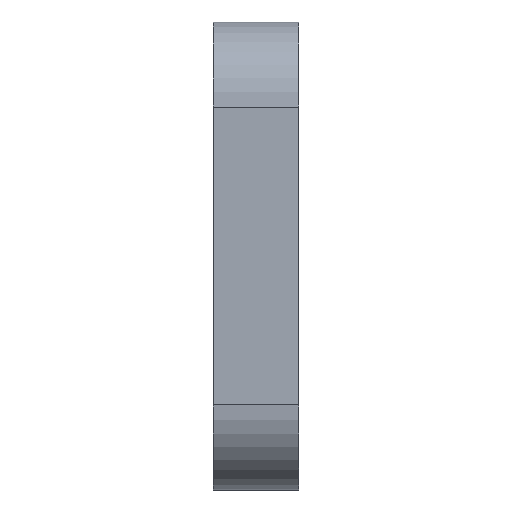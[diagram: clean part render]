
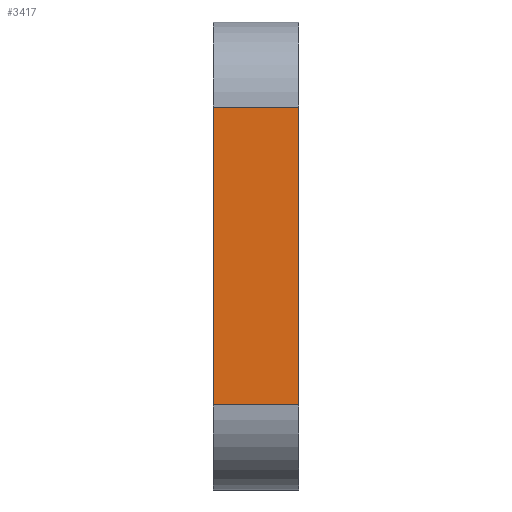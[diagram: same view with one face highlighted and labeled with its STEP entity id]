
A CAD part, left-side view. The second image highlights one B-rep face of the part: STEP entity #3417.
In plain terms, the highlighted planar face has unit normal (-1, 0, 0).
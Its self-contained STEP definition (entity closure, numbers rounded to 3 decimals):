
#55 = CYLINDRICAL_SURFACE('',#56,10.);
#56 = AXIS2_PLACEMENT_3D('',#57,#58,#59);
#57 = CARTESIAN_POINT('',(-8.,80.,0.));
#58 = DIRECTION('',(0.,0.,-1.));
#59 = DIRECTION('',(1.,0.,0.));
#83 = PLANE('',#84);
#84 = AXIS2_PLACEMENT_3D('',#85,#86,#87);
#85 = CARTESIAN_POINT('',(-8.,90.,10.));
#86 = DIRECTION('',(0.,0.,1.));
#87 = DIRECTION('',(0.,-1.,0.));
#137 = PLANE('',#138);
#138 = AXIS2_PLACEMENT_3D('',#139,#140,#141);
#139 = CARTESIAN_POINT('',(-8.,90.,0.));
#140 = DIRECTION('',(0.,0.,1.));
#141 = DIRECTION('',(0.,-1.,0.));
#384 = VERTEX_POINT('',#385);
#385 = CARTESIAN_POINT('',(-18.,80.,10.));
#407 = EDGE_CURVE('',#408,#384,#410,.T.);
#408 = VERTEX_POINT('',#409);
#409 = CARTESIAN_POINT('',(-18.,80.,0.));
#410 = SURFACE_CURVE('',#411,(#415,#422),.PCURVE_S1.);
#411 = LINE('',#412,#413);
#412 = CARTESIAN_POINT('',(-18.,80.,0.));
#413 = VECTOR('',#414,1.);
#414 = DIRECTION('',(0.,0.,1.));
#415 = PCURVE('',#55,#416);
#416 = DEFINITIONAL_REPRESENTATION('',(#417),#421);
#417 = LINE('',#418,#419);
#418 = CARTESIAN_POINT('',(-3.142,0.));
#419 = VECTOR('',#420,1.);
#420 = DIRECTION('',(-0.,-1.));
#421 = ( GEOMETRIC_REPRESENTATION_CONTEXT(2) 
PARAMETRIC_REPRESENTATION_CONTEXT() REPRESENTATION_CONTEXT('2D SPACE',''
  ) );
#422 = PCURVE('',#423,#428);
#423 = PLANE('',#424);
#424 = AXIS2_PLACEMENT_3D('',#425,#426,#427);
#425 = CARTESIAN_POINT('',(-18.,45.,0.));
#426 = DIRECTION('',(-1.,0.,0.));
#427 = DIRECTION('',(0.,1.,0.));
#428 = DEFINITIONAL_REPRESENTATION('',(#429),#433);
#429 = LINE('',#430,#431);
#430 = CARTESIAN_POINT('',(35.,0.));
#431 = VECTOR('',#432,1.);
#432 = DIRECTION('',(0.,-1.));
#433 = ( GEOMETRIC_REPRESENTATION_CONTEXT(2) 
PARAMETRIC_REPRESENTATION_CONTEXT() REPRESENTATION_CONTEXT('2D SPACE',''
  ) );
#462 = EDGE_CURVE('',#463,#408,#465,.T.);
#463 = VERTEX_POINT('',#464);
#464 = CARTESIAN_POINT('',(-18.,45.,0.));
#465 = SURFACE_CURVE('',#466,(#470,#477),.PCURVE_S1.);
#466 = LINE('',#467,#468);
#467 = CARTESIAN_POINT('',(-18.,45.,0.));
#468 = VECTOR('',#469,1.);
#469 = DIRECTION('',(0.,1.,0.));
#470 = PCURVE('',#137,#471);
#471 = DEFINITIONAL_REPRESENTATION('',(#472),#476);
#472 = LINE('',#473,#474);
#473 = CARTESIAN_POINT('',(45.,-10.));
#474 = VECTOR('',#475,1.);
#475 = DIRECTION('',(-1.,0.));
#476 = ( GEOMETRIC_REPRESENTATION_CONTEXT(2) 
PARAMETRIC_REPRESENTATION_CONTEXT() REPRESENTATION_CONTEXT('2D SPACE',''
  ) );
#477 = PCURVE('',#423,#478);
#478 = DEFINITIONAL_REPRESENTATION('',(#479),#483);
#479 = LINE('',#480,#481);
#480 = CARTESIAN_POINT('',(0.,0.));
#481 = VECTOR('',#482,1.);
#482 = DIRECTION('',(1.,0.));
#483 = ( GEOMETRIC_REPRESENTATION_CONTEXT(2) 
PARAMETRIC_REPRESENTATION_CONTEXT() REPRESENTATION_CONTEXT('2D SPACE',''
  ) );
#502 = CYLINDRICAL_SURFACE('',#503,10.);
#503 = AXIS2_PLACEMENT_3D('',#504,#505,#506);
#504 = CARTESIAN_POINT('',(-8.,45.,0.));
#505 = DIRECTION('',(0.,0.,-1.));
#506 = DIRECTION('',(1.,0.,0.));
#1528 = EDGE_CURVE('',#1529,#384,#1531,.T.);
#1529 = VERTEX_POINT('',#1530);
#1530 = CARTESIAN_POINT('',(-18.,45.,10.));
#1531 = SURFACE_CURVE('',#1532,(#1536,#1543),.PCURVE_S1.);
#1532 = LINE('',#1533,#1534);
#1533 = CARTESIAN_POINT('',(-18.,45.,10.));
#1534 = VECTOR('',#1535,1.);
#1535 = DIRECTION('',(0.,1.,0.));
#1536 = PCURVE('',#83,#1537);
#1537 = DEFINITIONAL_REPRESENTATION('',(#1538),#1542);
#1538 = LINE('',#1539,#1540);
#1539 = CARTESIAN_POINT('',(45.,-10.));
#1540 = VECTOR('',#1541,1.);
#1541 = DIRECTION('',(-1.,0.));
#1542 = ( GEOMETRIC_REPRESENTATION_CONTEXT(2) 
PARAMETRIC_REPRESENTATION_CONTEXT() REPRESENTATION_CONTEXT('2D SPACE',''
  ) );
#1543 = PCURVE('',#423,#1544);
#1544 = DEFINITIONAL_REPRESENTATION('',(#1545),#1549);
#1545 = LINE('',#1546,#1547);
#1546 = CARTESIAN_POINT('',(0.,-10.));
#1547 = VECTOR('',#1548,1.);
#1548 = DIRECTION('',(1.,0.));
#1549 = ( GEOMETRIC_REPRESENTATION_CONTEXT(2) 
PARAMETRIC_REPRESENTATION_CONTEXT() REPRESENTATION_CONTEXT('2D SPACE',''
  ) );
#3417 = ADVANCED_FACE('',(#3418),#423,.T.);
#3418 = FACE_BOUND('',#3419,.T.);
#3419 = EDGE_LOOP('',(#3420,#3441,#3442,#3443));
#3420 = ORIENTED_EDGE('',*,*,#3421,.T.);
#3421 = EDGE_CURVE('',#463,#1529,#3422,.T.);
#3422 = SURFACE_CURVE('',#3423,(#3427,#3434),.PCURVE_S1.);
#3423 = LINE('',#3424,#3425);
#3424 = CARTESIAN_POINT('',(-18.,45.,0.));
#3425 = VECTOR('',#3426,1.);
#3426 = DIRECTION('',(0.,0.,1.));
#3427 = PCURVE('',#423,#3428);
#3428 = DEFINITIONAL_REPRESENTATION('',(#3429),#3433);
#3429 = LINE('',#3430,#3431);
#3430 = CARTESIAN_POINT('',(0.,0.));
#3431 = VECTOR('',#3432,1.);
#3432 = DIRECTION('',(0.,-1.));
#3433 = ( GEOMETRIC_REPRESENTATION_CONTEXT(2) 
PARAMETRIC_REPRESENTATION_CONTEXT() REPRESENTATION_CONTEXT('2D SPACE',''
  ) );
#3434 = PCURVE('',#502,#3435);
#3435 = DEFINITIONAL_REPRESENTATION('',(#3436),#3440);
#3436 = LINE('',#3437,#3438);
#3437 = CARTESIAN_POINT('',(-3.142,0.));
#3438 = VECTOR('',#3439,1.);
#3439 = DIRECTION('',(-0.,-1.));
#3440 = ( GEOMETRIC_REPRESENTATION_CONTEXT(2) 
PARAMETRIC_REPRESENTATION_CONTEXT() REPRESENTATION_CONTEXT('2D SPACE',''
  ) );
#3441 = ORIENTED_EDGE('',*,*,#1528,.T.);
#3442 = ORIENTED_EDGE('',*,*,#407,.F.);
#3443 = ORIENTED_EDGE('',*,*,#462,.F.);
